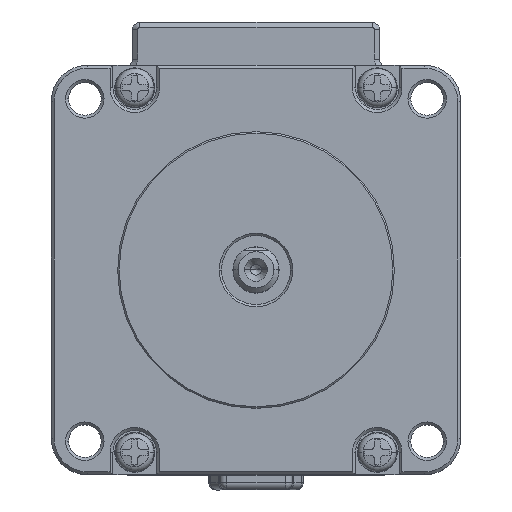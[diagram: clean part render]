
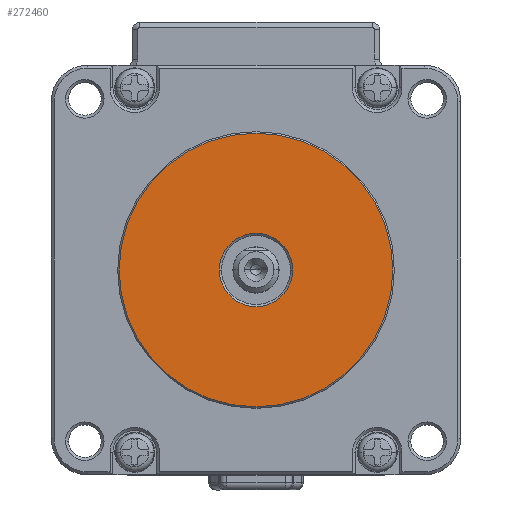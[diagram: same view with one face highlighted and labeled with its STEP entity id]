
A CAD part, top view. The second image highlights one B-rep face of the part: STEP entity #272460.
In plain terms, the highlighted planar face has unit normal (0, 0, -1).
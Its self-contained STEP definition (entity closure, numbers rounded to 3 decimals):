
#221470=CARTESIAN_POINT('',(5.05,0.,
1.6));
#221480=VERTEX_POINT('',#221470);
#221510=CARTESIAN_POINT('',(0.,0.,1.6
));
#221520=DIRECTION('',(-0.,-0.,-1.));
#221530=DIRECTION('',(1.,0.,0.));
#221540=AXIS2_PLACEMENT_3D('',#221510,#221520,#221530);
#221550=CIRCLE('',#221540,5.05);
#221560=CARTESIAN_POINT('',(-5.05,0.,1.6)
);
#221570=VERTEX_POINT('',#221560);
#221580=EDGE_CURVE('',#221570,#221480,#221550,.T.);
#272210=CARTESIAN_POINT('',(-19.076,-19.076,1.6));
#272220=DIRECTION('',(0.,0.,1.));
#272230=DIRECTION('',(1.,0.,-0.));
#272240=AXIS2_PLACEMENT_3D('',#272210,#272220,#272230);
#272250=PLANE('',#272240);
#272260=CARTESIAN_POINT('',(0.,0.,
1.6));
#272270=DIRECTION('',(-0.,-0.,1.));
#272280=DIRECTION('',(-1.,0.,-0.));
#272290=AXIS2_PLACEMENT_3D('',#272260,#272270,#272280);
#272300=CIRCLE('',#272290,18.85);
#272310=CARTESIAN_POINT('',(18.85,0.,1.6));
#272320=VERTEX_POINT('',#272310);
#272330=CARTESIAN_POINT('',(-18.85,0.,1.6));
#272340=VERTEX_POINT('',#272330);
#272350=EDGE_CURVE('',#272320,#272340,#272300,.T.);
#272360=ORIENTED_EDGE('',*,*,#272350,.F.);
#272370=EDGE_CURVE('',#272340,#272320,#272300,.T.);
#272380=ORIENTED_EDGE('',*,*,#272370,.F.);
#272390=EDGE_LOOP('',(#272380,#272360));
#272400=FACE_OUTER_BOUND('',#272390,.T.);
#272410=EDGE_CURVE('',#221480,#221570,#221550,.T.);
#272420=ORIENTED_EDGE('',*,*,#272410,.F.);
#272430=ORIENTED_EDGE('',*,*,#221580,.F.);
#272440=EDGE_LOOP('',(#272430,#272420));
#272450=FACE_BOUND('',#272440,.T.);
#272460=ADVANCED_FACE('',(#272400,#272450),#272250,.F.);
